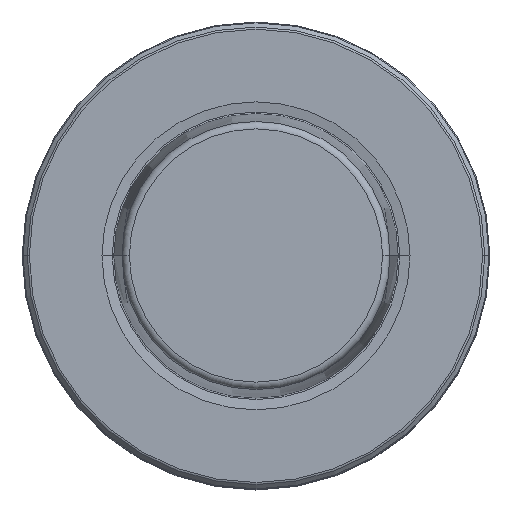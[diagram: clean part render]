
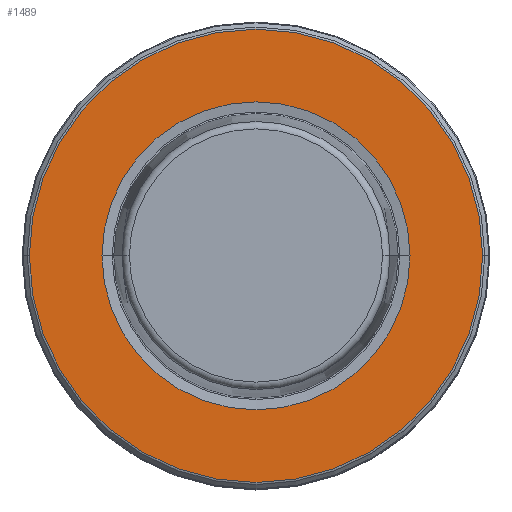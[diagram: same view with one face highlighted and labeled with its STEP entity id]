
A CAD part, top view. The second image highlights one B-rep face of the part: STEP entity #1489.
In plain terms, the highlighted planar face has unit normal (0, 0, 1).
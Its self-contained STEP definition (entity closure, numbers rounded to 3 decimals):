
#82 = DIRECTION ( 'NONE',  ( 0., 0., 1. ) ) ;
#135 = CIRCLE ( 'NONE', #2369, 30.534 ) ;
#302 = ORIENTED_EDGE ( 'NONE', *, *, #2140, .T. ) ;
#405 = EDGE_LOOP ( 'NONE', ( #2779, #3069 ) ) ;
#463 = AXIS2_PLACEMENT_3D ( 'NONE', #1024, #2777, #1270 ) ;
#481 = VERTEX_POINT ( 'NONE', #552 ) ;
#552 = CARTESIAN_POINT ( 'NONE',  ( -18.842, 4.065, 54.218 ) ) ;
#785 = CARTESIAN_POINT ( 'NONE',  ( 32.437, 4.065, 54.218 ) ) ;
#921 = CIRCLE ( 'NONE', #1172, 20.745 ) ;
#1024 = CARTESIAN_POINT ( 'NONE',  ( 1.903, 4.065, 54.218 ) ) ;
#1140 = CARTESIAN_POINT ( 'NONE',  ( 22.648, 4.065, 54.218 ) ) ;
#1165 = CARTESIAN_POINT ( 'NONE',  ( 1.903, 4.065, 54.218 ) ) ;
#1172 = AXIS2_PLACEMENT_3D ( 'NONE', #1556, #82, #1817 ) ;
#1270 = DIRECTION ( 'NONE',  ( 1., 0., 0. ) ) ;
#1328 = EDGE_CURVE ( 'NONE', #2703, #1725, #135, .T. ) ;
#1347 = CARTESIAN_POINT ( 'NONE',  ( 1.903, 4.065, 54.218 ) ) ;
#1410 = DIRECTION ( 'NONE',  ( 1., 0., 0. ) ) ;
#1489 = ADVANCED_FACE ( 'NONE', ( #2900, #2825 ), #2403, .T. ) ;
#1556 = CARTESIAN_POINT ( 'NONE',  ( 1.903, 4.065, 54.218 ) ) ;
#1575 = CIRCLE ( 'NONE', #463, 30.534 ) ;
#1609 = DIRECTION ( 'NONE',  ( 1., 0., 0. ) ) ;
#1622 = ORIENTED_EDGE ( 'NONE', *, *, #1328, .T. ) ;
#1675 = EDGE_LOOP ( 'NONE', ( #1622, #302 ) ) ;
#1725 = VERTEX_POINT ( 'NONE', #1833 ) ;
#1791 = AXIS2_PLACEMENT_3D ( 'NONE', #1165, #2926, #1410 ) ;
#1817 = DIRECTION ( 'NONE',  ( 1., 0., 0. ) ) ;
#1819 = AXIS2_PLACEMENT_3D ( 'NONE', #2168, #1911, #2659 ) ;
#1833 = CARTESIAN_POINT ( 'NONE',  ( -28.632, 4.065, 54.218 ) ) ;
#1911 = DIRECTION ( 'NONE',  ( 0., 0., 1. ) ) ;
#2140 = EDGE_CURVE ( 'NONE', #1725, #2703, #1575, .T. ) ;
#2168 = CARTESIAN_POINT ( 'NONE',  ( 1.903, 4.065, 54.218 ) ) ;
#2222 = CIRCLE ( 'NONE', #1791, 20.745 ) ;
#2369 = AXIS2_PLACEMENT_3D ( 'NONE', #1347, #3111, #1609 ) ;
#2403 = PLANE ( 'NONE',  #1819 ) ;
#2659 = DIRECTION ( 'NONE',  ( 1., 0., 0. ) ) ;
#2703 = VERTEX_POINT ( 'NONE', #785 ) ;
#2758 = EDGE_CURVE ( 'NONE', #3039, #481, #921, .T. ) ;
#2777 = DIRECTION ( 'NONE',  ( 0., 0., 1. ) ) ;
#2779 = ORIENTED_EDGE ( 'NONE', *, *, #2758, .F. ) ;
#2825 = FACE_BOUND ( 'NONE', #405, .T. ) ;
#2900 = FACE_OUTER_BOUND ( 'NONE', #1675, .T. ) ;
#2926 = DIRECTION ( 'NONE',  ( 0., 0., 1. ) ) ;
#3017 = EDGE_CURVE ( 'NONE', #481, #3039, #2222, .T. ) ;
#3039 = VERTEX_POINT ( 'NONE', #1140 ) ;
#3069 = ORIENTED_EDGE ( 'NONE', *, *, #3017, .F. ) ;
#3111 = DIRECTION ( 'NONE',  ( 0., 0., 1. ) ) ;
